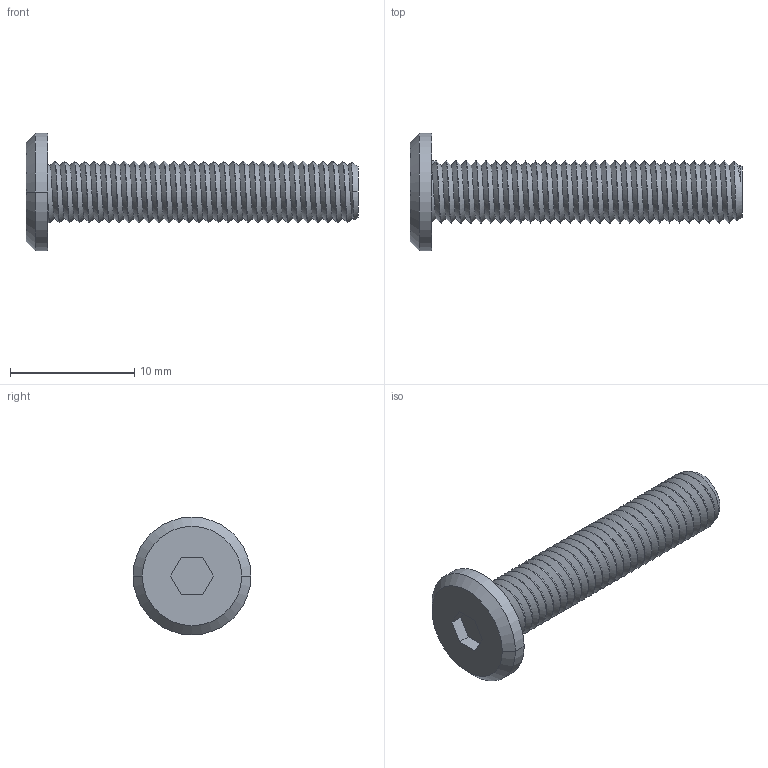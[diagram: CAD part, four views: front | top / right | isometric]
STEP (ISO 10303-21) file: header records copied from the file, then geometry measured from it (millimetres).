
FILE_DESCRIPTION (( 'STEP AP214' ), '1' );
FILE_NAME ('5mm Low Profile Socket Head Screw - Multiple Lengths.step', '2015-01-21T14:42:19', ( 'Mark' ), ( '' ), 'SwSTEP 2.0', 'SolidWorks 2013', '' );
FILE_SCHEMA (( 'AUTOMOTIVE_DESIGN' ));
Length unit declared in the file: millimetre
Products named in the file (1): 5mm Low Profile Socket Head Screw - Multiple Lengths
Bounding box: 26.75 x 9.5 x 9.5 mm (x, y, z)
Volume: 528.1 mm3; surface area: 692.5 mm2
Topology: 1 solids, 1 shells, 82 faces, 229 edges, 151 vertices
Faces by surface type: cylinder 63, plane 11, cone 5, bspline 3
Entity records: 7744 total; most frequent: CARTESIAN_POINT 5982, ORIENTED_EDGE 458, DIRECTION 271, EDGE_CURVE 229, VERTEX_POINT 151, AXIS2_PLACEMENT_3D 91, VECTOR 89, LINE 89
